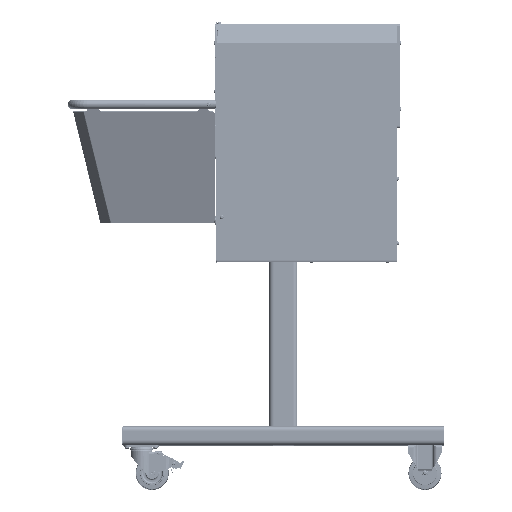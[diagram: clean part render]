
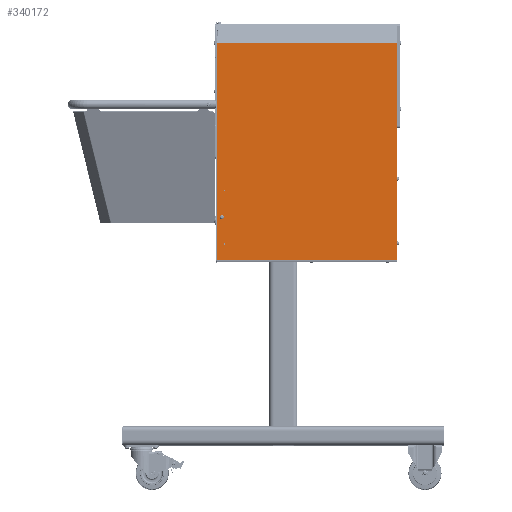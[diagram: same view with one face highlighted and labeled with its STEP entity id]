
A CAD part, top view. The second image highlights one B-rep face of the part: STEP entity #340172.
In plain terms, the highlighted planar face has unit normal (0, 0, 1).
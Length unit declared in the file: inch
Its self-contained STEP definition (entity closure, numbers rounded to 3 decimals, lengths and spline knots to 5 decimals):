
#2179 = ORIENTED_EDGE ( 'NONE', *, *, #242153, .T. ) ;
#5652 = CARTESIAN_POINT ( 'NONE',  ( -8.75, -17.66465, 10.3125 ) ) ;
#10185 = LINE ( 'NONE', #271728, #72561 ) ;
#13818 = EDGE_CURVE ( 'Defeatured_272_4+Defeatured_272_99+Defeatured_272_01+Defeatured_272_02', #257827, #109641, #136364, .T. ) ;
#15846 = EDGE_CURVE ( 'Defeatured_272_02+Defeatured_272_4+Defeatured_272_00+Defeatured_272_99', #308893, #109641, #10185, .T. ) ;
#16465 = EDGE_CURVE ( 'Defeatured_272_4+Defeatured_272_0+Defeatured_272_2+Defeatured_272_6', #18682, #59487, #299607, .T. ) ;
#18682 = VERTEX_POINT ( 'NONE', #118649 ) ;
#19039 = ORIENTED_EDGE ( 'NONE', *, *, #158816, .F. ) ;
#19269 = LINE ( 'NONE', #71620, #188798 ) ;
#20634 = CARTESIAN_POINT ( 'NONE',  ( -9.5, -2.02053, 10.3125 ) ) ;
#21503 = CARTESIAN_POINT ( 'NONE',  ( -8.68746, -23.18715, 10.3125 ) ) ;
#23268 = VERTEX_POINT ( 'NONE', #5652 ) ;
#24688 = EDGE_LOOP ( 'NONE', ( #207675, #204145, #262533, #25891 ) ) ;
#25891 = ORIENTED_EDGE ( 'NONE', *, *, #13818, .T. ) ;
#34604 = DIRECTION ( 'NONE',  ( 0., 1., 0. ) ) ;
#38167 = CARTESIAN_POINT ( 'NONE',  ( -8.68746, -17.66465, 10.3125 ) ) ;
#38990 = LINE ( 'NONE', #145290, #120637 ) ;
#39522 = EDGE_LOOP ( 'NONE', ( #118389, #279634 ) ) ;
#44714 = CARTESIAN_POINT ( 'NONE',  ( -9., -20.4259, 10.3125 ) ) ;
#49298 = AXIS2_PLACEMENT_3D ( 'NONE', #288426, #307703, #309437 ) ;
#49975 = ORIENTED_EDGE ( 'NONE', *, *, #263721, .F. ) ;
#50935 = VERTEX_POINT ( 'NONE', #196632 ) ;
#53101 = VERTEX_POINT ( 'NONE', #234982 ) ;
#56494 = EDGE_CURVE ( 'Defeatured_272_97+Defeatured_272_4+Defeatured_272_4+Defeatured_272_4', #50935, #271979, #64303, .T. ) ;
#59487 = VERTEX_POINT ( 'NONE', #67302 ) ;
#61415 = DIRECTION ( 'NONE',  ( 1., 0., 0. ) ) ;
#64303 = CIRCLE ( 'NONE', #259101, 0.2185 ) ;
#67302 = CARTESIAN_POINT ( 'NONE',  ( 9.5, -2.02053, 10.3125 ) ) ;
#71620 = CARTESIAN_POINT ( 'NONE',  ( -9.5, -23.18715, 10.3125 ) ) ;
#72561 = VECTOR ( 'NONE', #92005, 39.37008 ) ;
#74085 = EDGE_CURVE ( 'Defeatured_272_4+Defeatured_272_04+Defeatured_272_07+Defeatured_272_06', #246909, #163956, #234766, .T. ) ;
#80764 = CARTESIAN_POINT ( 'NONE',  ( -8.68746, -17.53965, 10.3125 ) ) ;
#81195 = EDGE_CURVE ( 'Defeatured_272_4+Defeatured_272_01+Defeatured_272_00+Defeatured_272_99', #53101, #257827, #19269, .T. ) ;
#82650 = VERTEX_POINT ( 'NONE', #212276 ) ;
#85199 = EDGE_LOOP ( 'NONE', ( #231897, #49975, #244959, #86983 ) ) ;
#85773 = DIRECTION ( 'NONE',  ( 0., -1., 0. ) ) ;
#86983 = ORIENTED_EDGE ( 'NONE', *, *, #142690, .T. ) ;
#92005 = DIRECTION ( 'NONE',  ( 1., 0., 0. ) ) ;
#95128 = CARTESIAN_POINT ( 'NONE',  ( -8.75, -23.31215, 10.3125 ) ) ;
#105423 = CARTESIAN_POINT ( 'NONE',  ( -9., -20.4259, 10.3125 ) ) ;
#109641 = VERTEX_POINT ( 'NONE', #194269 ) ;
#117080 = CARTESIAN_POINT ( 'NONE',  ( -9.5, -17.53965, 10.3125 ) ) ;
#118389 = ORIENTED_EDGE ( 'NONE', *, *, #232722, .F. ) ;
#118649 = CARTESIAN_POINT ( 'NONE',  ( 9.5, -24.96875, 10.3125 ) ) ;
#120637 = VECTOR ( 'NONE', #225498, 39.37008 ) ;
#121516 = CARTESIAN_POINT ( 'NONE',  ( -8.75, -1.96875, 10.3125 ) ) ;
#121812 = VECTOR ( 'NONE', #269485, 39.37008 ) ;
#124608 = FACE_BOUND ( 'NONE', #39522, .T. ) ;
#126656 = CARTESIAN_POINT ( 'NONE',  ( -8.68746, -1.96875, 10.3125 ) ) ;
#128261 = DIRECTION ( 'NONE',  ( 0., 1., 0. ) ) ;
#130719 = VERTEX_POINT ( 'NONE', #270948 ) ;
#133824 = CARTESIAN_POINT ( 'NONE',  ( -9.21085, -20.36859, 10.3125 ) ) ;
#136364 = LINE ( 'NONE', #218296, #254773 ) ;
#142690 = EDGE_CURVE ( 'Defeatured_272_4+Defeatured_272_2+Defeatured_272_01+Defeatured_272_0', #130719, #18682, #38990, .T. ) ;
#145290 = CARTESIAN_POINT ( 'NONE',  ( -9.5, -24.96875, 10.3125 ) ) ;
#152421 = DIRECTION ( 'NONE',  ( 0., 1., 0. ) ) ;
#154155 = CARTESIAN_POINT ( 'NONE',  ( -9.5, -1.96875, 10.3125 ) ) ;
#154198 = FACE_OUTER_BOUND ( 'NONE', #85199, .T. ) ;
#155891 = FACE_BOUND ( 'NONE', #24688, .T. ) ;
#156118 = DIRECTION ( 'NONE',  ( 0., 0., 1. ) ) ;
#158569 = EDGE_CURVE ( 'Defeatured_272_4+Defeatured_272_00+Defeatured_272_02+Defeatured_272_01', #308893, #53101, #254059, .T. ) ;
#158816 = EDGE_CURVE ( 'Defeatured_272_06+Defeatured_272_4+Defeatured_272_05+Defeatured_272_04', #23268, #163956, #217121, .T. ) ;
#159981 = ORIENTED_EDGE ( 'NONE', *, *, #243550, .T. ) ;
#163956 = VERTEX_POINT ( 'NONE', #38167 ) ;
#170707 = VECTOR ( 'NONE', #152421, 39.37008 ) ;
#176926 = CARTESIAN_POINT ( 'NONE',  ( -8.75, -17.53965, 10.3125 ) ) ;
#188798 = VECTOR ( 'NONE', #233705, 39.37008 ) ;
#194269 = CARTESIAN_POINT ( 'NONE',  ( -8.68746, -23.31215, 10.3125 ) ) ;
#196632 = CARTESIAN_POINT ( 'NONE',  ( -8.78915, -20.48321, 10.3125 ) ) ;
#203359 = CARTESIAN_POINT ( 'NONE',  ( -8.75, -1.96875, 10.3125 ) ) ;
#204145 = ORIENTED_EDGE ( 'NONE', *, *, #158569, .T. ) ;
#205421 = VECTOR ( 'NONE', #280166, 39.37008 ) ;
#207413 = VECTOR ( 'NONE', #61415, 39.37008 ) ;
#207675 = ORIENTED_EDGE ( 'NONE', *, *, #15846, .F. ) ;
#211945 = DIRECTION ( 'NONE',  ( 0., -1., 0. ) ) ;
#212276 = CARTESIAN_POINT ( 'NONE',  ( -9.5, -2.02053, 10.3125 ) ) ;
#217121 = LINE ( 'NONE', #267743, #121812 ) ;
#217931 = VECTOR ( 'NONE', #252263, 39.37008 ) ;
#218296 = CARTESIAN_POINT ( 'NONE',  ( -8.68746, -1.96875, 10.3125 ) ) ;
#225498 = DIRECTION ( 'NONE',  ( 1., 0., 0. ) ) ;
#225868 = VECTOR ( 'NONE', #252653, 39.37008 ) ;
#231897 = ORIENTED_EDGE ( 'NONE', *, *, #16465, .T. ) ;
#232722 = EDGE_CURVE ( 'Defeatured_272_97+Defeatured_272_4+Defeatured_272_4+Defeatured_272_4', #271979, #50935, #259358, .T. ) ;
#233705 = DIRECTION ( 'NONE',  ( 1., 0., 0. ) ) ;
#234766 = LINE ( 'NONE', #126656, #271606 ) ;
#234982 = CARTESIAN_POINT ( 'NONE',  ( -8.75, -23.18715, 10.3125 ) ) ;
#242153 = EDGE_CURVE ( 'Defeatured_272_4+Defeatured_272_05+Defeatured_272_06+Defeatured_272_07', #23268, #338601, #253989, .T. ) ;
#243550 = EDGE_CURVE ( 'Defeatured_272_4+Defeatured_272_07+Defeatured_272_05+Defeatured_272_04', #338601, #246909, #254763, .T. ) ;
#243828 = ORIENTED_EDGE ( 'NONE', *, *, #74085, .T. ) ;
#244959 = ORIENTED_EDGE ( 'NONE', *, *, #336777, .F. ) ;
#246909 = VERTEX_POINT ( 'NONE', #80764 ) ;
#248980 = EDGE_LOOP ( 'NONE', ( #19039, #2179, #159981, #243828 ) ) ;
#252263 = DIRECTION ( 'NONE',  ( 0., 1., 0. ) ) ;
#252653 = DIRECTION ( 'NONE',  ( 1., 0., 0. ) ) ;
#253989 = LINE ( 'NONE', #203359, #217931 ) ;
#254059 = LINE ( 'NONE', #121516, #205421 ) ;
#254763 = LINE ( 'NONE', #117080, #207413 ) ;
#254773 = VECTOR ( 'NONE', #85773, 39.37008 ) ;
#255441 = LINE ( 'NONE', #154155, #170707 ) ;
#257827 = VERTEX_POINT ( 'NONE', #21503 ) ;
#259101 = AXIS2_PLACEMENT_3D ( 'NONE', #105423, #262342, #312968 ) ;
#259358 = CIRCLE ( 'NONE', #309383, 0.2185 ) ;
#262342 = DIRECTION ( 'NONE',  ( 0., 0., 1. ) ) ;
#262533 = ORIENTED_EDGE ( 'NONE', *, *, #81195, .T. ) ;
#263721 = EDGE_CURVE ( 'Defeatured_272_6+Defeatured_272_4+Defeatured_272_01+Defeatured_272_6', #82650, #59487, #306590, .T. ) ;
#267743 = CARTESIAN_POINT ( 'NONE',  ( -9.5, -17.66465, 10.3125 ) ) ;
#269485 = DIRECTION ( 'NONE',  ( 1., 0., 0. ) ) ;
#270948 = CARTESIAN_POINT ( 'NONE',  ( -9.5, -24.96875, 10.3125 ) ) ;
#271606 = VECTOR ( 'NONE', #211945, 39.37008 ) ;
#271728 = CARTESIAN_POINT ( 'NONE',  ( -9.5, -23.31215, 10.3125 ) ) ;
#271979 = VERTEX_POINT ( 'NONE', #133824 ) ;
#279092 = VECTOR ( 'NONE', #34604, 39.37008 ) ;
#279634 = ORIENTED_EDGE ( 'NONE', *, *, #56494, .F. ) ;
#280166 = DIRECTION ( 'NONE',  ( 0., 1., 0. ) ) ;
#288426 = CARTESIAN_POINT ( 'NONE',  ( -9.5, -1.96875, 10.3125 ) ) ;
#299607 = LINE ( 'NONE', #332707, #279092 ) ;
#306590 = LINE ( 'NONE', #20634, #225868 ) ;
#307703 = DIRECTION ( 'NONE',  ( 0., 0., -1. ) ) ;
#308893 = VERTEX_POINT ( 'NONE', #95128 ) ;
#309383 = AXIS2_PLACEMENT_3D ( 'NONE', #44714, #156118, #128261 ) ;
#309437 = DIRECTION ( 'NONE',  ( 0., -1., 0. ) ) ;
#312968 = DIRECTION ( 'NONE',  ( 0., 1., 0. ) ) ;
#332707 = CARTESIAN_POINT ( 'NONE',  ( 9.5, -1.96875, 10.3125 ) ) ;
#336777 = EDGE_CURVE ( 'Defeatured_272_01+Defeatured_272_4+Defeatured_272_2+Defeatured_272_6', #130719, #82650, #255441, .T. ) ;
#338601 = VERTEX_POINT ( 'NONE', #176926 ) ;
#340172 = ADVANCED_FACE ( 'Defeatured_272_4', ( #124608, #154198, #155891, #340818 ), #342537, .F. ) ;
#340818 = FACE_BOUND ( 'NONE', #248980, .T. ) ;
#342537 = PLANE ( 'NONE',  #49298 ) ;
